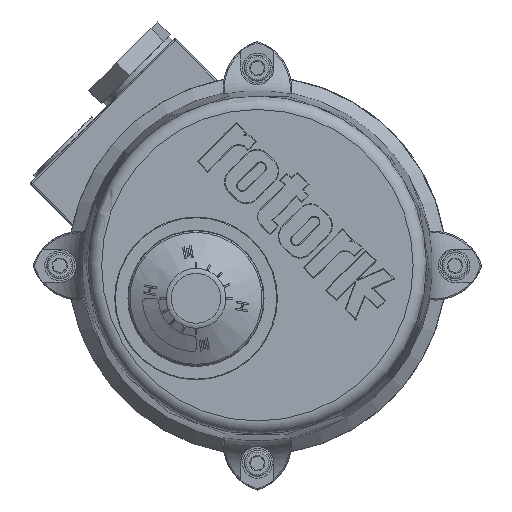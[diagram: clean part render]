
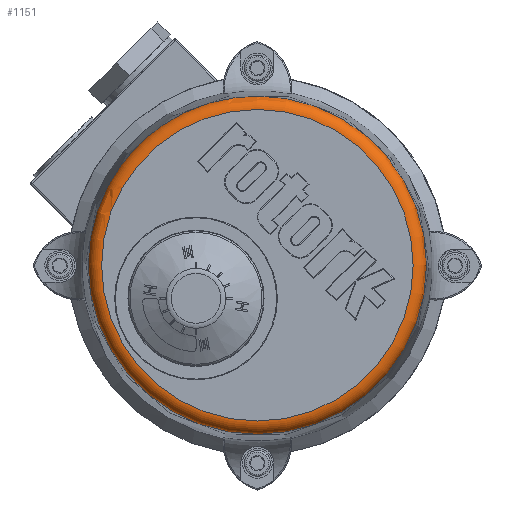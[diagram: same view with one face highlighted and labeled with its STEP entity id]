
A CAD part, top view. The second image highlights one B-rep face of the part: STEP entity #1151.
In plain terms, the highlighted toroidal (fillet/blend) face has major radius 46.917 mm and minor radius 4 mm.
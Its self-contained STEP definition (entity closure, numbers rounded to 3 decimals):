
#1151 = ADVANCED_FACE( '', ( #4033, #4034 ), #4035, .T. );
#4033 = FACE_OUTER_BOUND( '', #8136, .T. );
#4034 = FACE_OUTER_BOUND( '', #8137, .T. );
#4035 = TOROIDAL_SURFACE( '', #8138, 46.917, 4. );
#8136 = EDGE_LOOP( '', ( #15815 ) );
#8137 = EDGE_LOOP( '', ( #15816 ) );
#8138 = AXIS2_PLACEMENT_3D( '', #15817, #15818, #15819 );
#15815 = ORIENTED_EDGE( '', *, *, #22860, .T. );
#15816 = ORIENTED_EDGE( '', *, *, #22628, .F. );
#15817 = CARTESIAN_POINT( '', ( 0., 0., 87. ) );
#15818 = DIRECTION( '', ( 0., 0., -1. ) );
#15819 = DIRECTION( '', ( -1., 0., 0. ) );
#22628 = EDGE_CURVE( '', #25690, #25690, #25691, .F. );
#22860 = EDGE_CURVE( '', #26082, #26082, #26083, .F. );
#25690 = VERTEX_POINT( '', #30208 );
#25691 = CIRCLE( '', #30209, 46.917 );
#26082 = VERTEX_POINT( '', #31218 );
#26083 = CIRCLE( '', #31219, 50.915 );
#30208 = CARTESIAN_POINT( '', ( -46.917, 0., 91. ) );
#30209 = AXIS2_PLACEMENT_3D( '', #38570, #38571, #38572 );
#31218 = CARTESIAN_POINT( '', ( -50.915, 0., 87.105 ) );
#31219 = AXIS2_PLACEMENT_3D( '', #38822, #38823, #38824 );
#38570 = CARTESIAN_POINT( '', ( 0., 0., 91. ) );
#38571 = DIRECTION( '', ( 0., 0., -1. ) );
#38572 = DIRECTION( '', ( -1., 0., 0. ) );
#38822 = CARTESIAN_POINT( '', ( 0., 0., 87.105 ) );
#38823 = DIRECTION( '', ( 0., 0., -1. ) );
#38824 = DIRECTION( '', ( -1., 0., 0. ) );
